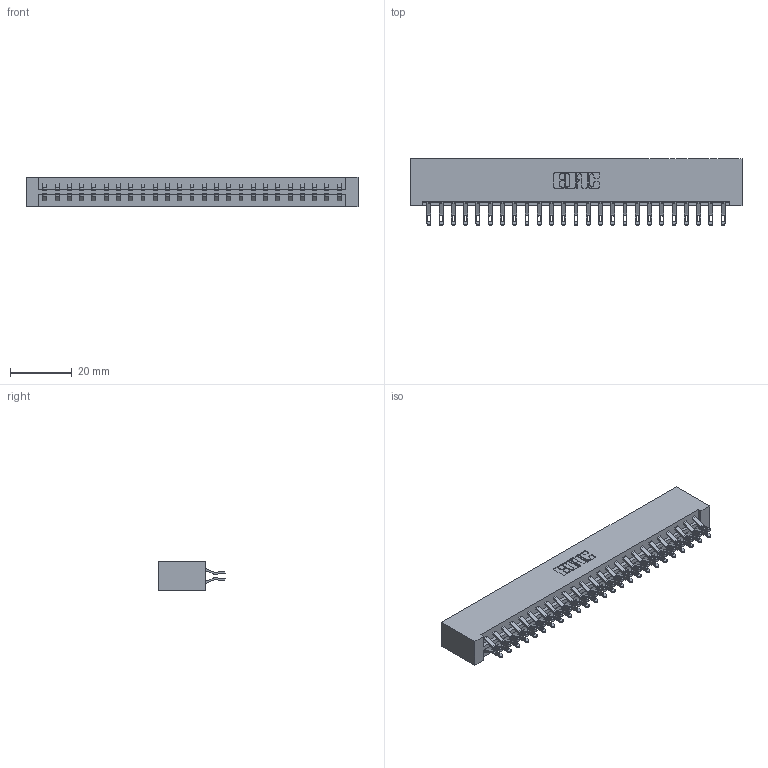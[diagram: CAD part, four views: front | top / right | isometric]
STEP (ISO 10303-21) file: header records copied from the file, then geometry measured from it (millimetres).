
FILE_DESCRIPTION (( 'STEP AP203' ), '1' );
FILE_NAME ('833-050-555-201.STEP', '2020-06-04T17:56:17', ( '' ), ( '' ), 'SwSTEP 2.0', 'SolidWorks 2020', '' );
FILE_SCHEMA (( 'CONFIG_CONTROL_DESIGN' ));
Length unit declared in the file: inch
Products named in the file (3): 833-050-555-201; 345-292-001_555 Tail; 833 Part_Lugless
Assembly tree (51 placements, depth 2):
  833-050-555-201
    833 Part_Lugless
    345-292-001_555 Tail  x50
Bounding box: 107.31 x 21.47 x 9.4 mm (x, y, z)
Volume: 11574.5 mm3; surface area: 14068 mm2
Topology: 51 solids, 51 shells, 3006 faces, 9437 edges, 6290 vertices
Faces by surface type: plane 1766, cylinder 1240
Entity records: 18331 total; most frequent: CARTESIAN_POINT 3092, ORIENTED_EDGE 2998, DIRECTION 2635, EDGE_CURVE 1499, VECTOR 1359, LINE 1359, VERTEX_POINT 998, AXIS2_PLACEMENT_3D 638
